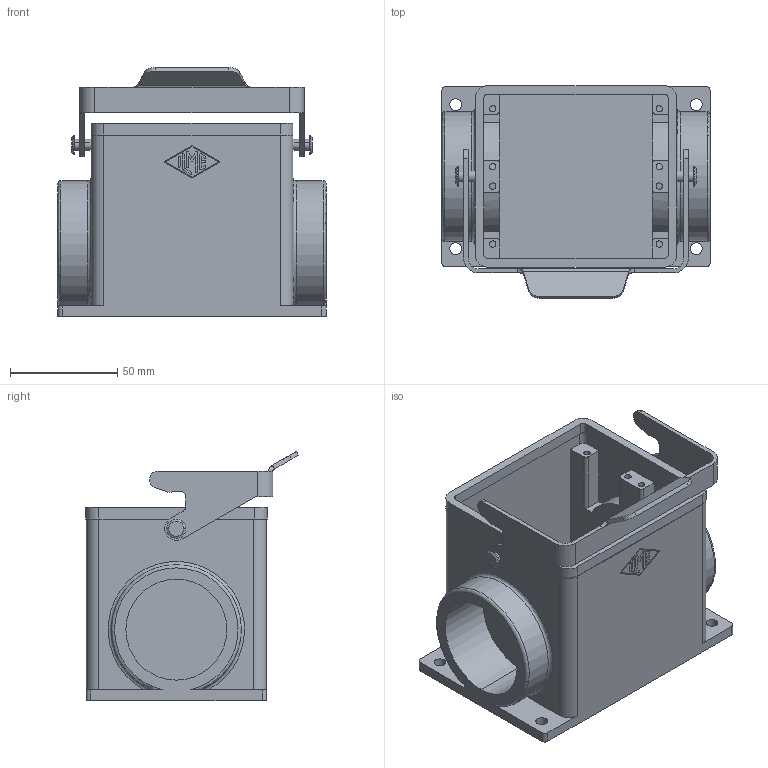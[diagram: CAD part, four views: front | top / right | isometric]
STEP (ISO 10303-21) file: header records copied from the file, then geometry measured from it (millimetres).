
FILE_DESCRIPTION(('Creo Elements/Direct Modeling STEP Export'),'2;1');
FILE_NAME('0ln7uvk4qh71b1a2076','2019-05-02T14:05:24',(''),(''),'PTC Creo Elements/Direct Modeling STEP processor for AP214 (Solid Model)','PTC Creo Elements/Direct Modeling 19.0E 27-Jun-2016 (C) Parametric Technology GmbH','');
FILE_SCHEMA(('AUTOMOTIVE_DESIGN { 1 0 10303 214 1 1 1 1 }'));
Length unit declared in the file: millimetre
Products named in the file (4): CHPX_32_L; CHPX_32_L.stp; CHPX_32_L.stp.stp
Assembly tree (3 placements, depth 4):
  CHPX_32_L.stp.stp
    CHPX_32_L.stp
      CHPX_32_L
        CHPX_32_L
Bounding box: 125 x 99.11 x 115.96 mm (x, y, z)
Volume: 231289.5 mm3; surface area: 101077.8 mm2
Topology: 1 solids, 1 shells, 202 faces, 570 edges, 394 vertices
Faces by surface type: cylinder 102, plane 90, cone 4, torus 4, bspline 2
Entity records: 7684 total; most frequent: CARTESIAN_POINT 1873, ORIENTED_EDGE 1140, DIRECTION 1048, EDGE_CURVE 570, VERTEX_POINT 394, AXIS2_PLACEMENT_3D 359, VECTOR 330, LINE 330
